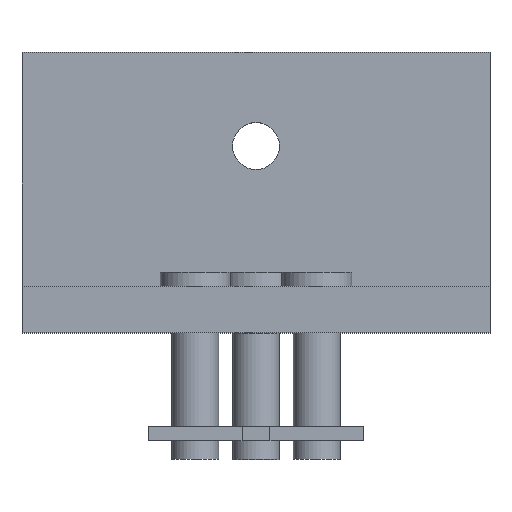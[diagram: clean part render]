
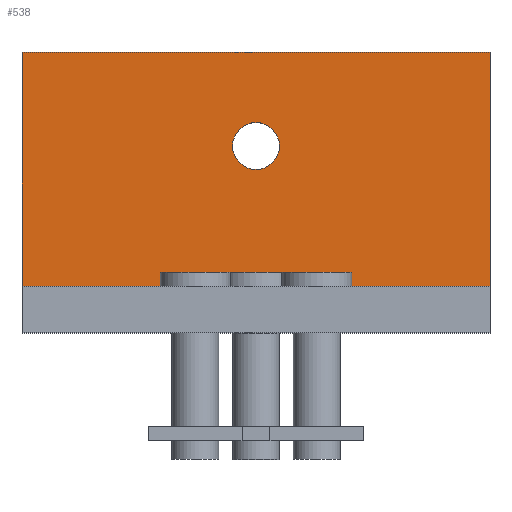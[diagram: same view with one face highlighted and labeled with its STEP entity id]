
A CAD part, top view. The second image highlights one B-rep face of the part: STEP entity #538.
In plain terms, the highlighted planar face has unit normal (0, 0, 1).
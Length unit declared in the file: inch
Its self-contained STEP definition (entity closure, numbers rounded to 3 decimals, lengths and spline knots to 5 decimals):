
#36=DIRECTION('',(0.,-1.,0.));
#37=VECTOR('',#36,50.);
#38=CARTESIAN_POINT('',(-50.,60.,10.));
#39=LINE('',#38,#37);
#158=DIRECTION('',(1.,0.,0.));
#159=VECTOR('',#158,100.);
#160=CARTESIAN_POINT('',(-50.,10.,10.));
#161=LINE('',#160,#159);
#195=DIRECTION('',(1.,0.,0.));
#196=VECTOR('',#195,100.);
#197=CARTESIAN_POINT('',(-50.,60.,10.));
#198=LINE('',#197,#196);
#202=CARTESIAN_POINT('',(0.,40.,10.));
#203=DIRECTION('',(0.,0.,-1.));
#204=DIRECTION('',(-1.,0.,0.));
#205=AXIS2_PLACEMENT_3D('',#202,#203,#204);
#210=CARTESIAN_POINT('',(0.,40.,10.));
#211=DIRECTION('',(0.,0.,-1.));
#212=DIRECTION('',(1.,0.,0.));
#213=AXIS2_PLACEMENT_3D('',#210,#211,#212);
#269=DIRECTION('',(0.,-1.,0.));
#270=VECTOR('',#269,50.);
#271=CARTESIAN_POINT('',(50.,60.,10.));
#272=LINE('',#271,#270);
#331=CARTESIAN_POINT('',(-50.,60.,10.));
#332=VERTEX_POINT('',#331);
#333=CARTESIAN_POINT('',(-50.,10.,10.));
#334=VERTEX_POINT('',#333);
#343=CARTESIAN_POINT('',(50.,60.,10.));
#344=VERTEX_POINT('',#343);
#345=CARTESIAN_POINT('',(50.,10.,10.));
#346=VERTEX_POINT('',#345);
#377=CARTESIAN_POINT('',(-5.,40.,10.));
#378=CARTESIAN_POINT('',(5.,40.,10.));
#379=VERTEX_POINT('',#377);
#380=VERTEX_POINT('',#378);
#519=CARTESIAN_POINT('',(-50.,60.,10.));
#520=DIRECTION('',(0.,0.,1.));
#521=DIRECTION('',(0.,-1.,0.));
#522=AXIS2_PLACEMENT_3D('',#519,#520,#521);
#523=PLANE('',#522);
#524=ORIENTED_EDGE('',*,*,#392,.F.);
#526=ORIENTED_EDGE('',*,*,#525,.T.);
#528=ORIENTED_EDGE('',*,*,#527,.T.);
#529=ORIENTED_EDGE('',*,*,#468,.F.);
#530=EDGE_LOOP('',(#524,#526,#528,#529));
#531=FACE_OUTER_BOUND('',#530,.F.);
#533=ORIENTED_EDGE('',*,*,#532,.F.);
#535=ORIENTED_EDGE('',*,*,#534,.F.);
#536=EDGE_LOOP('',(#533,#535));
#537=FACE_BOUND('',#536,.F.);
#538=ADVANCED_FACE('',(#531,#537),#523,.T.);
#206=CIRCLE('',#205,5.);
#214=CIRCLE('',#213,5.);
#392=EDGE_CURVE('',#332,#334,#39,.T.);
#468=EDGE_CURVE('',#334,#346,#161,.T.);
#525=EDGE_CURVE('',#332,#344,#198,.T.);
#527=EDGE_CURVE('',#344,#346,#272,.T.);
#532=EDGE_CURVE('',#379,#380,#206,.T.);
#534=EDGE_CURVE('',#380,#379,#214,.T.);
